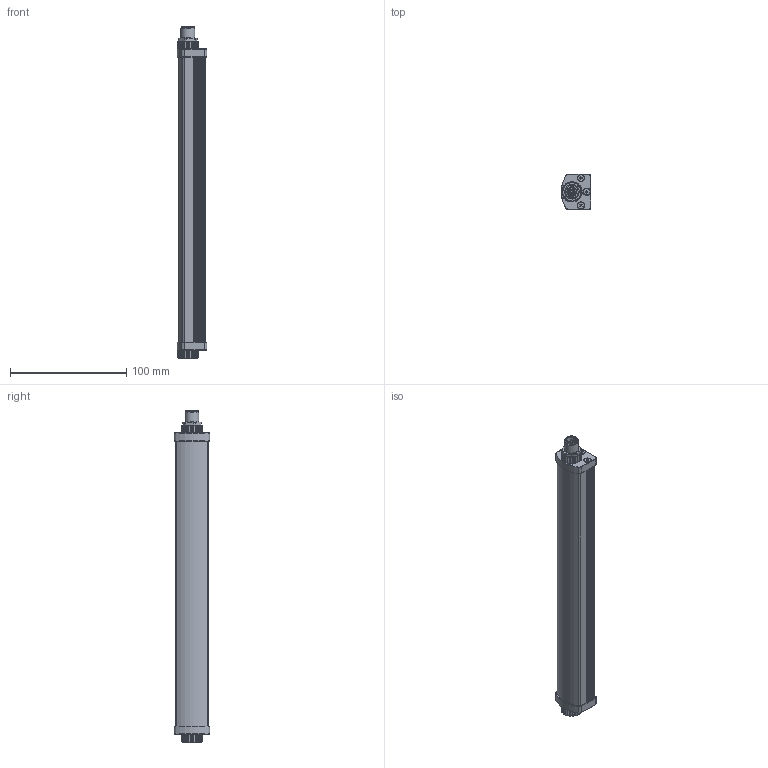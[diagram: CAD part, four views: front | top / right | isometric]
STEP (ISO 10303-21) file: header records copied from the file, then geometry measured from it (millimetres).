
FILE_DESCRIPTION (( 'STEP AP214' ), '1' );
FILE_NAME ('LEANLED_260.STEP', '2020-10-29T06:43:19', ( '' ), ( '' ), 'SwSTEP 2.0', 'SolidWorks 2020', '' );
FILE_SCHEMA (( 'AUTOMOTIVE_DESIGN' ));
Length unit declared in the file: millimetre
Products named in the file (1): LEANLED_260
Bounding box: 25.32 x 30.36 x 285.2 mm (x, y, z)
Volume: 74881.9 mm3; surface area: 77559.3 mm2
Topology: 2 solids, 4 shells, 972 faces, 2702 edges, 1746 vertices
Faces by surface type: plane 399, cylinder 393, torus 90, bspline 53, cone 37
Full cylindrical faces by diameter (mm): 0.7 x4, 1 x4, 1.5 x12, 2 x1, 3 x6, 3.2 x6, 5.7 x6, 8.4 x1, 10.8 x2, 11 x2, 12 x2
Entity records: 45319 total; most frequent: CARTESIAN_POINT 10483, ORIENTED_EDGE 5092, DIRECTION 4954, EDGE_CURVE 2546, AXIS2_PLACEMENT_3D 1825, VERTEX_POINT 1689, VECTOR 1304, LINE 1304
